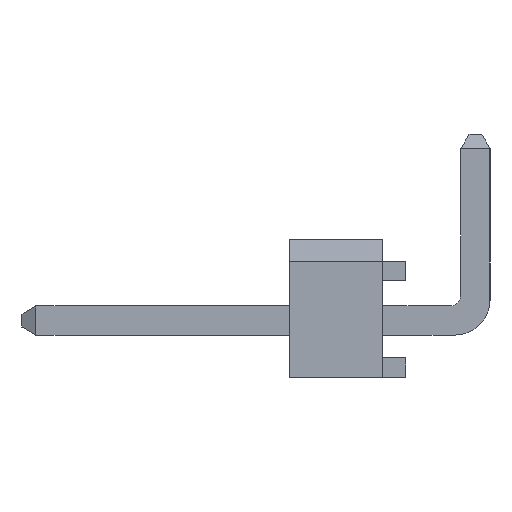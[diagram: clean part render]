
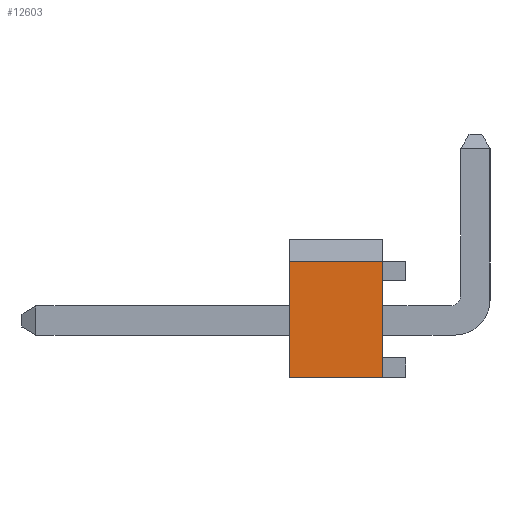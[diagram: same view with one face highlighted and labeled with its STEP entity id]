
A CAD part, left-side view. The second image highlights one B-rep face of the part: STEP entity #12603.
In plain terms, the highlighted planar face has unit normal (-1, 0, 0).
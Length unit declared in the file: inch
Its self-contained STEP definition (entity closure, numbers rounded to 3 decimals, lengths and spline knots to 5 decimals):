
#1405=ORIENTED_EDGE('',*,*,#4647,.F.);
#1406=ORIENTED_EDGE('',*,*,#4480,.F.);
#1407=ORIENTED_EDGE('',*,*,#4648,.F.);
#1408=ORIENTED_EDGE('',*,*,#3994,.T.);
#3994=EDGE_CURVE('',#5769,#5768,#6900,.T.);
#4480=EDGE_CURVE('',#6067,#6068,#7386,.T.);
#4647=EDGE_CURVE('',#6068,#5768,#7553,.T.);
#4648=EDGE_CURVE('',#5769,#6067,#7554,.T.);
#5768=VERTEX_POINT('',#17743);
#5769=VERTEX_POINT('',#17745);
#6067=VERTEX_POINT('',#18686);
#6068=VERTEX_POINT('',#18688);
#6900=LINE('',#17744,#8650);
#7386=LINE('',#18687,#9136);
#7553=LINE('',#19021,#9303);
#7554=LINE('',#19022,#9304);
#8650=VECTOR('',#14230,39.37008);
#9136=VECTOR('',#15032,39.37008);
#9303=VECTOR('',#15339,39.37008);
#9304=VECTOR('',#15340,39.37008);
#10377=EDGE_LOOP('',(#1405,#1406,#1407,#1408));
#11143=FACE_BOUND('',#10377,.T.);
#11909=PLANE('',#13347);
#12603=ADVANCED_FACE('',(#11143),#11909,.F.);
#13347=AXIS2_PLACEMENT_3D('',#19020,#15337,#15338);
#14230=DIRECTION('',(0.,-1.,0.));
#15032=DIRECTION('',(0.,-1.,0.));
#15337=DIRECTION('',(1.,0.,0.));
#15338=DIRECTION('',(0.,0.,-1.));
#15339=DIRECTION('',(0.,0.,-1.));
#15340=DIRECTION('',(0.,0.,1.));
#17743=CARTESIAN_POINT('',(-0.6,0.02,-0.05));
#17744=CARTESIAN_POINT('',(-0.6,0.1,-0.05));
#17745=CARTESIAN_POINT('',(-0.6,0.1,-0.05));
#18686=CARTESIAN_POINT('',(-0.6,0.1,0.05));
#18687=CARTESIAN_POINT('',(-0.6,0.1,0.05));
#18688=CARTESIAN_POINT('',(-0.6,0.02,0.05));
#19020=CARTESIAN_POINT('',(-0.6,0.1,-0.05));
#19021=CARTESIAN_POINT('',(-0.6,0.02,-0.05));
#19022=CARTESIAN_POINT('',(-0.6,0.1,-0.05));
